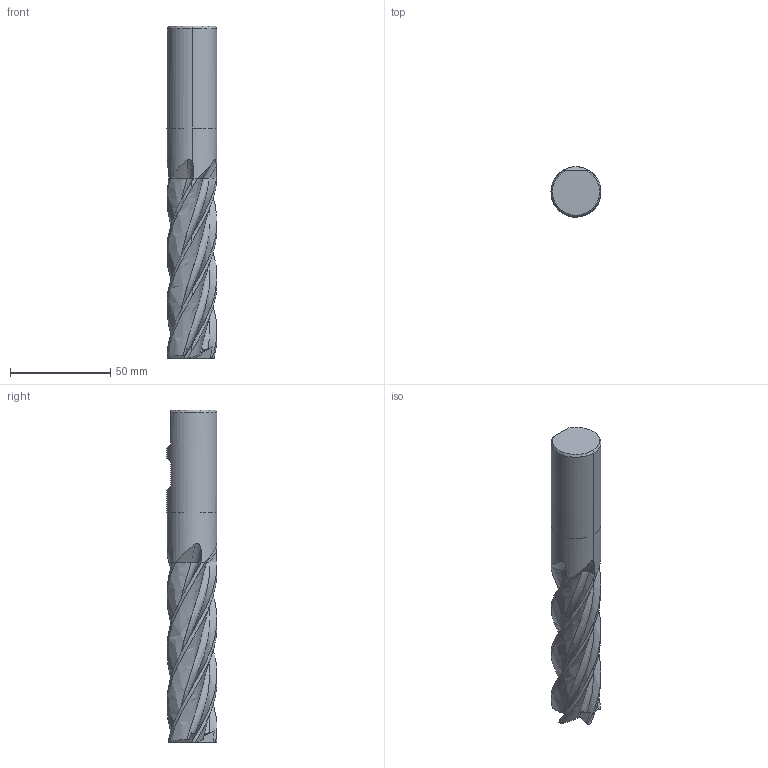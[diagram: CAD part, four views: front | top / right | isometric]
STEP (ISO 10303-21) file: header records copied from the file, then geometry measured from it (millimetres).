
FILE_DESCRIPTION(('no description'),'unknown implementation level');
FILE_NAME('solidHkNCnNM_UOX0OPT4FLTpchhbU7g_1.STP',' ',('CIM GmbH Aachen'),('CADClick - KiM GmbH - www.kimweb.de'),'unknown preprocess','ACIS','unknown authorization');
FILE_SCHEMA(('automotive_design'));
Length unit declared in the file: millimetre
Products named in the file (2): 1; 2
Bounding box: 25 x 25 x 166 mm (x, y, z)
Volume: 60300.8 mm3; surface area: 16160.7 mm2
Topology: 2 solids, 2 shells, 92 faces, 248 edges, 161 vertices
Faces by surface type: plane 34, revolution 20, bspline 20, cone 14, cylinder 4
Entity records: 14402 total; most frequent: CARTESIAN_POINT 9512, STYLED_ITEM 503, PRESENTATION_STYLE_ASSIGNMENT 503, COLOUR_RGB 503, ORIENTED_EDGE 496, DIRECTION 328, EDGE_CURVE 248, CURVE_STYLE 248
